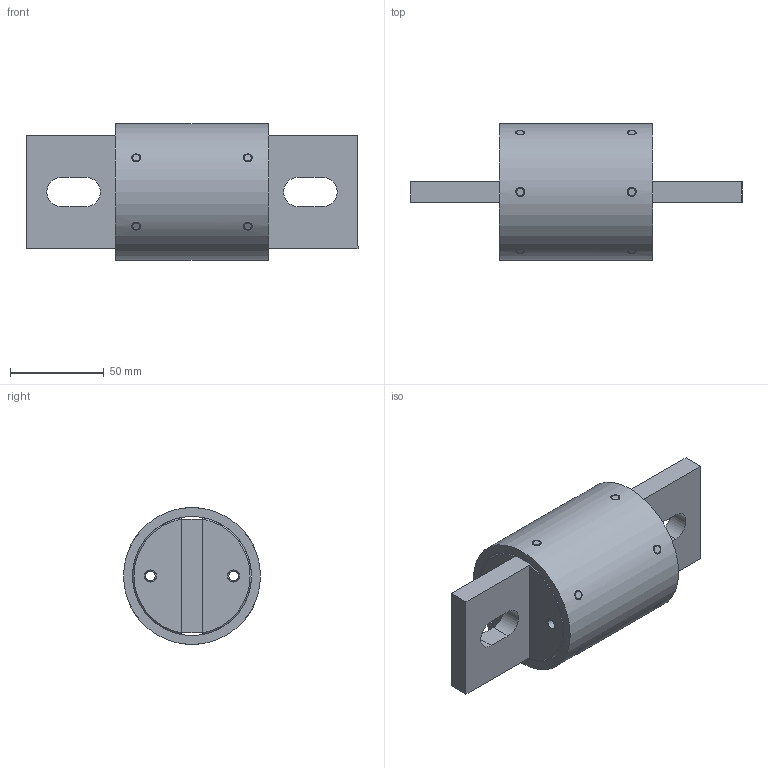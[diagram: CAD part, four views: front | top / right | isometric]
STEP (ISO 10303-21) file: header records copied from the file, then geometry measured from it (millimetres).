
FILE_DESCRIPTION (( 'STEP AP214' ), '1' );
FILE_NAME ('700384revA.STEP', '2018-09-07T13:20:20', ( '' ), ( '' ), 'SwSTEP 2.0', 'SolidWorks 2017', '' );
FILE_SCHEMA (( 'AUTOMOTIVE_DESIGN' ));
Length unit declared in the file: inch
Products named in the file (2): 700384revA
Bounding box: 177.01 x 73.03 x 73.03 mm (x, y, z)
Surface area: 59894.6 mm2 (no closed solid volume)
Topology: 0 solids, 23 shells, 80 faces, 196 edges, 136 vertices
Faces by surface type: plane 40, cylinder 22, cone 18
Full cylindrical faces by diameter (mm): 4.789 x12, 5.207 x4, 63.5 x1, 73.025 x1
Entity records: 4584 total; most frequent: CARTESIAN_POINT 1798, DIRECTION 344, ORIENTED_EDGE 252, EDGE_LOOP 150, EDGE_CURVE 150, AXIS2_PLACEMENT_3D 144, VERTEX_POINT 126, FACE_OUTER_BOUND 98
